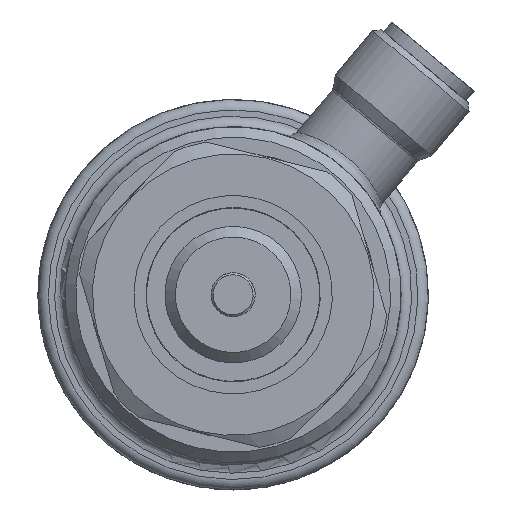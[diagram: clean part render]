
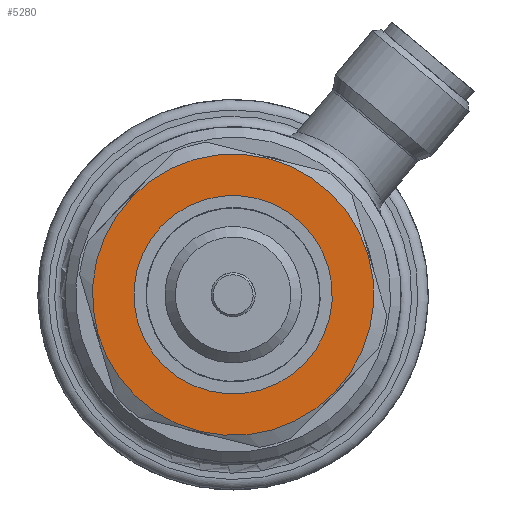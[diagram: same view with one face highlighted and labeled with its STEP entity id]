
A CAD part, front view. The second image highlights one B-rep face of the part: STEP entity #5280.
In plain terms, the highlighted planar face has unit normal (0, -1, 0).
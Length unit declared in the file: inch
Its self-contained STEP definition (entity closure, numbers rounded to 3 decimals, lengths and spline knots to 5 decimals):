
#106=FACE_BOUND('',#973,.T.);
#216=CIRCLE('',#5643,0.52756);
#220=CIRCLE('',#5648,0.37205);
#661=FACE_OUTER_BOUND('',#972,.T.);
#972=EDGE_LOOP('',(#3872));
#973=EDGE_LOOP('',(#3873));
#2281=VERTEX_POINT('',#8783);
#2287=VERTEX_POINT('',#8804);
#2876=EDGE_CURVE('',#2281,#2281,#216,.T.);
#2883=EDGE_CURVE('',#2287,#2287,#220,.T.);
#3872=ORIENTED_EDGE('',*,*,#2876,.T.);
#3873=ORIENTED_EDGE('',*,*,#2883,.T.);
#4772=PLANE('',#5647);
#5280=ADVANCED_FACE('',(#661,#106),#4772,.T.);
#5643=AXIS2_PLACEMENT_3D('',#8785,#6629,#6630);
#5647=AXIS2_PLACEMENT_3D('',#8803,#6637,#6638);
#5648=AXIS2_PLACEMENT_3D('',#8805,#6639,#6640);
#6629=DIRECTION('center_axis',(0.,-1.,0.));
#6630=DIRECTION('ref_axis',(-0.72,0.,0.694));
#6637=DIRECTION('center_axis',(0.,-1.,0.));
#6638=DIRECTION('ref_axis',(0.72,0.,-0.694));
#6639=DIRECTION('center_axis',(0.,1.,0.));
#6640=DIRECTION('ref_axis',(-0.72,0.,0.694));
#8783=CARTESIAN_POINT('',(0.38002,-2.35116,-0.36593));
#8785=CARTESIAN_POINT('Origin',(0.,-2.35116,0.));
#8803=CARTESIAN_POINT('Origin',(0.36593,-2.35116,0.38002));
#8804=CARTESIAN_POINT('',(-0.268,-2.35116,0.25806));
#8805=CARTESIAN_POINT('Origin',(0.,-2.35116,0.));
